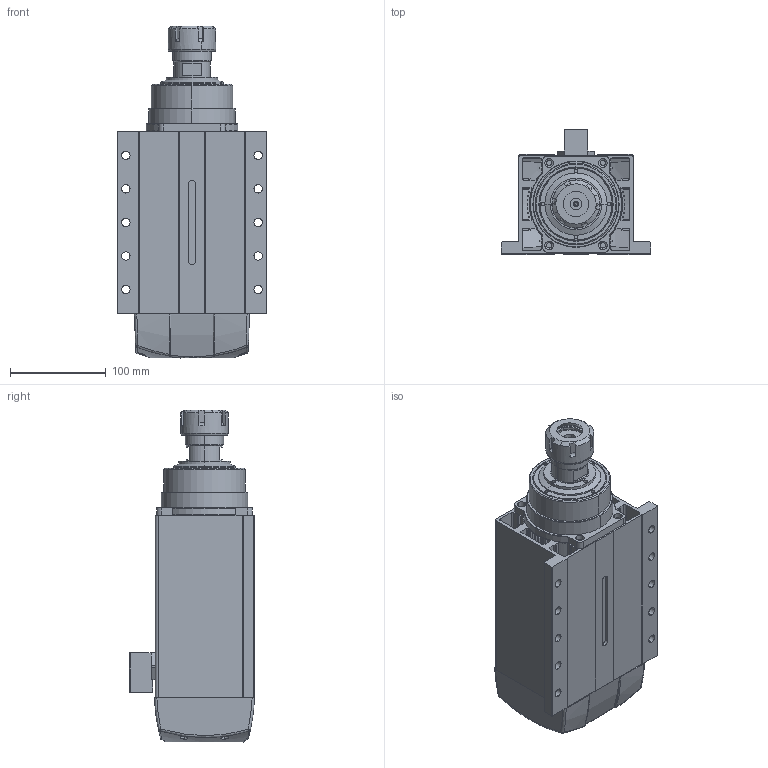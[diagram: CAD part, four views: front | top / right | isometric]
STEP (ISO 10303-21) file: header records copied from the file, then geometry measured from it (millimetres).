
FILE_DESCRIPTION (( 'STEP AP214' ), '1' );
FILE_NAME ('GDF52-18Z-5.0-4P.STEP', '2024-07-19T03:05:40', ( '00' ), ( '' ), 'SwSTEP 2.0', 'SolidWorks 2018', '' );
FILE_SCHEMA (( 'AUTOMOTIVE_DESIGN' ));
Length unit declared in the file: millimetre
Products named in the file (10): GDF60瑞欶; ER32-12 粟俶芠標; 瑤脣; ER32樓綠蹟簽; GDF60-18Z-6.0-01 躇猾裔6.8; GDF55-12Z-2.2儂裔; GDF60-18Z-6.0-02 ヶ裔; GDF52-18Z-5.0-4P; GDF52-18Z-5.0-4P儂褲; GDF55-12Z-2.2粣芛
Assembly tree (9 placements, depth 2):
  GDF52-18Z-5.0-4P
    GDF52-18Z-5.0-4P儂褲
    GDF55-12Z-2.2儂裔
    GDF60-18Z-6.0-02 ヶ裔
    GDF60-18Z-6.0-01 躇猾裔6.8
    GDF60瑞欶
    GDF55-12Z-2.2粣芛
    ER32-12 粟俶芠標
    ER32樓綠蹟簽
    瑤脣
Bounding box: 156 x 130.49 x 346.5 mm (x, y, z)
Volume: 1245592.2 mm3; surface area: 445066.9 mm2
Topology: 9 solids, 9 shells, 652 faces, 1707 edges, 1111 vertices
Faces by surface type: cylinder 303, plane 242, cone 66, bspline 33, torus 4, sphere 4
Entity records: 33253 total; most frequent: CARTESIAN_POINT 10117, ORIENTED_EDGE 3408, DIRECTION 3227, EDGE_CURVE 1704, AXIS2_PLACEMENT_3D 1227, VERTEX_POINT 1111, LINE 773, VECTOR 773
